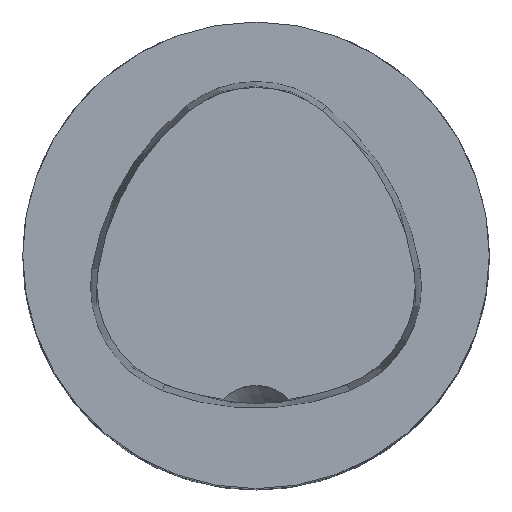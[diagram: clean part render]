
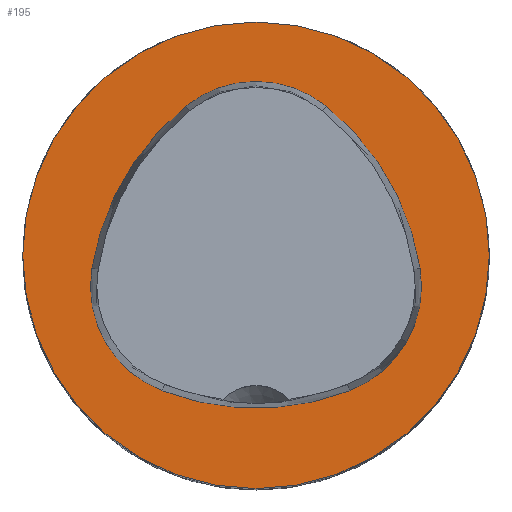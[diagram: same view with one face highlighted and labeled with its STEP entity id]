
A CAD part, top view. The second image highlights one B-rep face of the part: STEP entity #195.
In plain terms, the highlighted planar face has unit normal (0, 0, 1).
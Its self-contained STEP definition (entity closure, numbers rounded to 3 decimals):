
#67=FACE_BOUND('',#337,.T.);
#68=FACE_BOUND('',#338,.T.);
#109=PLANE('',#1268);
#195=ADVANCED_FACE('',(#67,#68),#109,.T.);
#337=EDGE_LOOP('',(#803));
#338=EDGE_LOOP('',(#804,#805,#806,#807,#808,#809,#810));
#495=CIRCLE('',#1214,12.);
#497=CIRCLE('',#1217,12.);
#499=CIRCLE('',#1220,28.);
#501=CIRCLE('',#1223,12.);
#503=CIRCLE('',#1226,28.);
#505=CIRCLE('',#1229,12.);
#507=CIRCLE('',#1232,28.);
#514=CIRCLE('',#1267,25.);
#803=ORIENTED_EDGE('',*,*,#1094,.F.);
#804=ORIENTED_EDGE('',*,*,#1039,.T.);
#805=ORIENTED_EDGE('',*,*,#1058,.T.);
#806=ORIENTED_EDGE('',*,*,#1055,.T.);
#807=ORIENTED_EDGE('',*,*,#1052,.T.);
#808=ORIENTED_EDGE('',*,*,#1049,.T.);
#809=ORIENTED_EDGE('',*,*,#1046,.T.);
#810=ORIENTED_EDGE('',*,*,#1043,.T.);
#904=VERTEX_POINT('',#1901);
#905=VERTEX_POINT('',#1902);
#907=VERTEX_POINT('',#1909);
#909=VERTEX_POINT('',#1915);
#911=VERTEX_POINT('',#1921);
#913=VERTEX_POINT('',#1927);
#915=VERTEX_POINT('',#1933);
#937=VERTEX_POINT('',#2015);
#1039=EDGE_CURVE('',#904,#905,#495,.T.);
#1043=EDGE_CURVE('',#907,#904,#497,.T.);
#1046=EDGE_CURVE('',#909,#907,#499,.T.);
#1049=EDGE_CURVE('',#911,#909,#501,.T.);
#1052=EDGE_CURVE('',#913,#911,#503,.T.);
#1055=EDGE_CURVE('',#915,#913,#505,.T.);
#1058=EDGE_CURVE('',#905,#915,#507,.T.);
#1094=EDGE_CURVE('',#937,#937,#514,.T.);
#1214=AXIS2_PLACEMENT_3D('',#1900,#1442,#1443);
#1217=AXIS2_PLACEMENT_3D('',#1908,#1450,#1451);
#1220=AXIS2_PLACEMENT_3D('',#1914,#1457,#1458);
#1223=AXIS2_PLACEMENT_3D('',#1920,#1464,#1465);
#1226=AXIS2_PLACEMENT_3D('',#1926,#1471,#1472);
#1229=AXIS2_PLACEMENT_3D('',#1932,#1478,#1479);
#1232=AXIS2_PLACEMENT_3D('',#1937,#1485,#1486);
#1267=AXIS2_PLACEMENT_3D('',#2014,#1576,#1577);
#1268=AXIS2_PLACEMENT_3D('',#2016,#1578,#1579);
#1442=DIRECTION('',(0.,0.,-1.));
#1443=DIRECTION('',(0.649,-0.76,0.));
#1450=DIRECTION('',(0.,0.,-1.));
#1451=DIRECTION('',(0.983,-0.182,0.));
#1457=DIRECTION('',(0.,0.,-1.));
#1458=DIRECTION('',(0.866,0.5,0.));
#1464=DIRECTION('',(0.,0.,-1.));
#1465=DIRECTION('',(0.,1.,0.));
#1471=DIRECTION('',(0.,0.,-1.));
#1472=DIRECTION('',(-0.866,0.5,0.));
#1478=DIRECTION('',(0.,0.,-1.));
#1479=DIRECTION('',(-0.866,-0.5,0.));
#1485=DIRECTION('',(0.,0.,-1.));
#1486=DIRECTION('',(0.,-1.,0.));
#1576=DIRECTION('',(0.,0.,-1.));
#1577=DIRECTION('',(-1.,0.,0.));
#1578=DIRECTION('',(0.,0.,1.));
#1579=DIRECTION('',(0.,-1.,0.));
#1900=CARTESIAN_POINT('',(5.733,-3.31,0.));
#1901=CARTESIAN_POINT('',(16.125,-9.31,0.));
#1902=CARTESIAN_POINT('',(10.033,-14.513,0.));
#1908=CARTESIAN_POINT('',(5.733,-3.31,0.));
#1909=CARTESIAN_POINT('',(17.585,-1.432,0.));
#1914=CARTESIAN_POINT('',(-10.07,-5.814,0.));
#1915=CARTESIAN_POINT('',(7.552,15.945,0.));
#1920=CARTESIAN_POINT('',(0.,6.62,0.));
#1921=CARTESIAN_POINT('',(-7.552,15.945,0.));
#1926=CARTESIAN_POINT('',(10.07,-5.814,0.));
#1927=CARTESIAN_POINT('',(-17.585,-1.432,0.));
#1932=CARTESIAN_POINT('',(-5.733,-3.31,0.));
#1933=CARTESIAN_POINT('',(-10.033,-14.513,0.));
#1937=CARTESIAN_POINT('',(0.,11.628,0.));
#2014=CARTESIAN_POINT('',(0.,0.,0.));
#2015=CARTESIAN_POINT('',(-25.,0.,0.));
#2016=CARTESIAN_POINT('',(-12.5,0.,0.));
